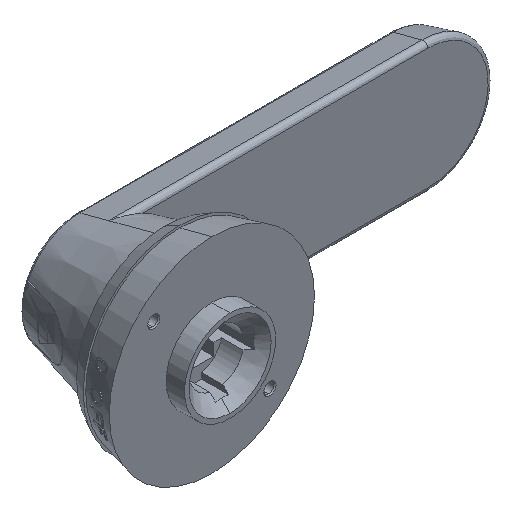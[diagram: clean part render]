
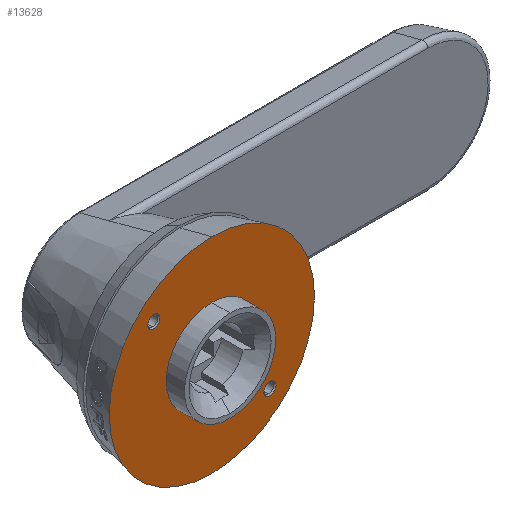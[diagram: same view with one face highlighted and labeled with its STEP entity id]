
A CAD part, isometric view. The second image highlights one B-rep face of the part: STEP entity #13628.
In plain terms, the highlighted planar face has unit normal (0, -1, 0).
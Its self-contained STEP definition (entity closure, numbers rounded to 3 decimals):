
#7 = CARTESIAN_POINT ( 'NONE',  ( 19.092, 6., -21.117 ) ) ;
#586 = CIRCLE ( 'NONE', #1001, 2.025 ) ;
#621 = VERTEX_POINT ( 'NONE', #11115 ) ;
#747 = EDGE_CURVE ( 'NONE', #4549, #12212, #10754, .T. ) ;
#771 = ORIENTED_EDGE ( 'NONE', *, *, #12056, .F. ) ;
#976 = EDGE_LOOP ( 'NONE', ( #2557, #4205 ) ) ;
#1001 = AXIS2_PLACEMENT_3D ( 'NONE', #7528, #1870, #1921 ) ;
#1023 = DIRECTION ( 'NONE',  ( 0., -1., 0. ) ) ;
#1218 = DIRECTION ( 'NONE',  ( 0., -1., 0. ) ) ;
#1292 = CIRCLE ( 'NONE', #12805, 2.025 ) ;
#1388 = DIRECTION ( 'NONE',  ( 0., -1., 0. ) ) ;
#1599 = EDGE_CURVE ( 'NONE', #10524, #10706, #7123, .T. ) ;
#1819 = CARTESIAN_POINT ( 'NONE',  ( 0., 6., 15. ) ) ;
#1870 = DIRECTION ( 'NONE',  ( 0., -1., 0. ) ) ;
#1888 = AXIS2_PLACEMENT_3D ( 'NONE', #11374, #3741, #10242 ) ;
#1921 = DIRECTION ( 'NONE',  ( 0., 0., -1. ) ) ;
#2202 = CARTESIAN_POINT ( 'NONE',  ( 0., 6., 0. ) ) ;
#2230 = AXIS2_PLACEMENT_3D ( 'NONE', #9598, #8525, #10692 ) ;
#2371 = AXIS2_PLACEMENT_3D ( 'NONE', #3354, #1218, #10070 ) ;
#2557 = ORIENTED_EDGE ( 'NONE', *, *, #10769, .F. ) ;
#2933 = CARTESIAN_POINT ( 'NONE',  ( 0., 6., -15. ) ) ;
#3354 = CARTESIAN_POINT ( 'NONE',  ( 19.092, 6., -19.092 ) ) ;
#3407 = CARTESIAN_POINT ( 'NONE',  ( 0., 6., 0. ) ) ;
#3741 = DIRECTION ( 'NONE',  ( 0., -1., 0. ) ) ;
#3977 = ORIENTED_EDGE ( 'NONE', *, *, #6610, .T. ) ;
#4063 = EDGE_CURVE ( 'NONE', #8456, #11081, #11250, .T. ) ;
#4172 = DIRECTION ( 'NONE',  ( 0., -1., 0. ) ) ;
#4205 = ORIENTED_EDGE ( 'NONE', *, *, #747, .F. ) ;
#4549 = VERTEX_POINT ( 'NONE', #12487 ) ;
#4789 = PLANE ( 'NONE',  #13718 ) ;
#5319 = AXIS2_PLACEMENT_3D ( 'NONE', #2202, #1023, #5402 ) ;
#5402 = DIRECTION ( 'NONE',  ( 0., 0., -1. ) ) ;
#5698 = DIRECTION ( 'NONE',  ( 0., 0., -1. ) ) ;
#5941 = CARTESIAN_POINT ( 'NONE',  ( -15., 6., 0. ) ) ;
#6610 = EDGE_CURVE ( 'NONE', #11081, #8456, #8599, .T. ) ;
#7123 = CIRCLE ( 'NONE', #1888, 15. ) ;
#7493 = FACE_BOUND ( 'NONE', #9367, .T. ) ;
#7528 = CARTESIAN_POINT ( 'NONE',  ( 19.092, 6., -19.092 ) ) ;
#7677 = FACE_BOUND ( 'NONE', #13867, .T. ) ;
#7925 = DIRECTION ( 'NONE',  ( 0., 0., -1. ) ) ;
#8013 = CARTESIAN_POINT ( 'NONE',  ( 0., 6., 0. ) ) ;
#8348 = FACE_BOUND ( 'NONE', #976, .T. ) ;
#8456 = VERTEX_POINT ( 'NONE', #10155 ) ;
#8506 = AXIS2_PLACEMENT_3D ( 'NONE', #3407, #11169, #5698 ) ;
#8525 = DIRECTION ( 'NONE',  ( 0., -1., 0. ) ) ;
#8561 = EDGE_LOOP ( 'NONE', ( #10876, #3977 ) ) ;
#8599 = CIRCLE ( 'NONE', #5319, 33.75 ) ;
#9159 = ORIENTED_EDGE ( 'NONE', *, *, #1599, .F. ) ;
#9367 = EDGE_LOOP ( 'NONE', ( #11618, #9159 ) ) ;
#9519 = DIRECTION ( 'NONE',  ( 0., 0., -1. ) ) ;
#9598 = CARTESIAN_POINT ( 'NONE',  ( -19.092, 6., 19.092 ) ) ;
#9718 = CARTESIAN_POINT ( 'NONE',  ( -19.092, 6., 19.092 ) ) ;
#9967 = ORIENTED_EDGE ( 'NONE', *, *, #12322, .F. ) ;
#10070 = DIRECTION ( 'NONE',  ( 0., 0., -1. ) ) ;
#10155 = CARTESIAN_POINT ( 'NONE',  ( 0., 6., -33.75 ) ) ;
#10242 = DIRECTION ( 'NONE',  ( 0., 0., -1. ) ) ;
#10284 = CIRCLE ( 'NONE', #2230, 2.025 ) ;
#10524 = VERTEX_POINT ( 'NONE', #1819 ) ;
#10682 = AXIS2_PLACEMENT_3D ( 'NONE', #8013, #1388, #7925 ) ;
#10692 = DIRECTION ( 'NONE',  ( 0., 0., -1. ) ) ;
#10706 = VERTEX_POINT ( 'NONE', #2933 ) ;
#10754 = CIRCLE ( 'NONE', #2371, 2.025 ) ;
#10769 = EDGE_CURVE ( 'NONE', #12212, #4549, #586, .T. ) ;
#10876 = ORIENTED_EDGE ( 'NONE', *, *, #4063, .T. ) ;
#10910 = CARTESIAN_POINT ( 'NONE',  ( -19.092, 6., 17.067 ) ) ;
#11081 = VERTEX_POINT ( 'NONE', #11401 ) ;
#11115 = CARTESIAN_POINT ( 'NONE',  ( -19.092, 6., 21.117 ) ) ;
#11169 = DIRECTION ( 'NONE',  ( 0., -1., 0. ) ) ;
#11250 = CIRCLE ( 'NONE', #10682, 33.75 ) ;
#11374 = CARTESIAN_POINT ( 'NONE',  ( 0., 6., 0. ) ) ;
#11401 = CARTESIAN_POINT ( 'NONE',  ( 0., 6., 33.75 ) ) ;
#11536 = DIRECTION ( 'NONE',  ( 0., 0., 1. ) ) ;
#11618 = ORIENTED_EDGE ( 'NONE', *, *, #14042, .F. ) ;
#12056 = EDGE_CURVE ( 'NONE', #14287, #621, #1292, .T. ) ;
#12212 = VERTEX_POINT ( 'NONE', #7 ) ;
#12322 = EDGE_CURVE ( 'NONE', #621, #14287, #10284, .T. ) ;
#12487 = CARTESIAN_POINT ( 'NONE',  ( 19.092, 6., -17.067 ) ) ;
#12549 = DIRECTION ( 'NONE',  ( 0., 1., 0. ) ) ;
#12805 = AXIS2_PLACEMENT_3D ( 'NONE', #9718, #4172, #9519 ) ;
#13498 = FACE_OUTER_BOUND ( 'NONE', #8561, .T. ) ;
#13628 = ADVANCED_FACE ( 'NONE', ( #7677, #8348, #7493, #13498 ), #4789, .F. ) ;
#13652 = CIRCLE ( 'NONE', #8506, 15. ) ;
#13718 = AXIS2_PLACEMENT_3D ( 'NONE', #5941, #12549, #11536 ) ;
#13867 = EDGE_LOOP ( 'NONE', ( #771, #9967 ) ) ;
#14042 = EDGE_CURVE ( 'NONE', #10706, #10524, #13652, .T. ) ;
#14287 = VERTEX_POINT ( 'NONE', #10910 ) ;
